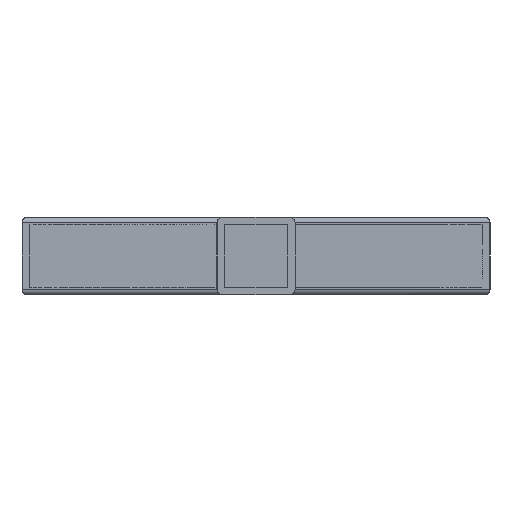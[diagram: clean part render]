
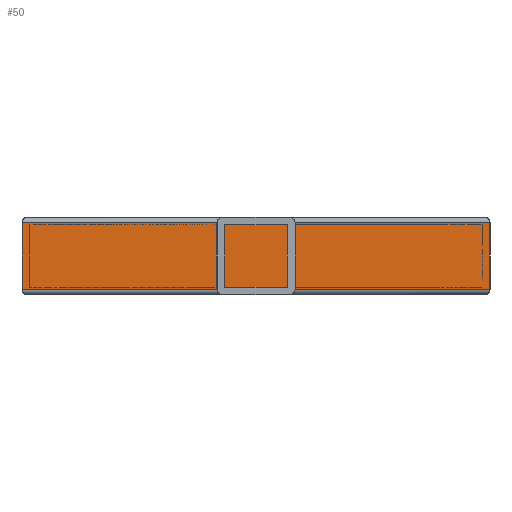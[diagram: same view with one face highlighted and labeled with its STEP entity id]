
A CAD part, front view. The second image highlights one B-rep face of the part: STEP entity #50.
In plain terms, the highlighted planar face has unit normal (0, -1, 0).
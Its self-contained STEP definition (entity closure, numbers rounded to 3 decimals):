
#14 = EDGE_LOOP ( 'NONE', ( #1520, #928, #1555, #1934 ) ) ;
#17 = VERTEX_POINT ( 'NONE', #1878 ) ;
#50 = ADVANCED_FACE ( 'NONE', ( #519 ), #915, .F. ) ;
#152 = VERTEX_POINT ( 'NONE', #982 ) ;
#153 = DIRECTION ( 'NONE',  ( 0., 0., 1. ) ) ;
#230 = VECTOR ( 'NONE', #383, 1000. ) ;
#383 = DIRECTION ( 'NONE',  ( 0., 0., -1. ) ) ;
#399 = CARTESIAN_POINT ( 'NONE',  ( 50., 140., -8.5 ) ) ;
#470 = CARTESIAN_POINT ( 'NONE',  ( 60., 140., 8.5 ) ) ;
#519 = FACE_OUTER_BOUND ( 'NONE', #14, .T. ) ;
#526 = CARTESIAN_POINT ( 'NONE',  ( 50., 140., 8.5 ) ) ;
#590 = DIRECTION ( 'NONE',  ( 0., 1., 0. ) ) ;
#650 = CARTESIAN_POINT ( 'NONE',  ( -60., 140., -8.5 ) ) ;
#705 = CARTESIAN_POINT ( 'NONE',  ( 60., 140., -8.5 ) ) ;
#709 = EDGE_CURVE ( 'NONE', #2094, #152, #821, .T. ) ;
#726 = EDGE_CURVE ( 'NONE', #2094, #17, #1094, .T. ) ;
#759 = DIRECTION ( 'NONE',  ( 0., 0., 1. ) ) ;
#810 = EDGE_CURVE ( 'NONE', #17, #1261, #2056, .T. ) ;
#821 = LINE ( 'NONE', #526, #917 ) ;
#840 = EDGE_CURVE ( 'NONE', #1261, #152, #1297, .T. ) ;
#915 = PLANE ( 'NONE',  #1938 ) ;
#917 = VECTOR ( 'NONE', #1979, 1000. ) ;
#922 = CARTESIAN_POINT ( 'NONE',  ( 50., 140., -8.5 ) ) ;
#928 = ORIENTED_EDGE ( 'NONE', *, *, #810, .F. ) ;
#982 = CARTESIAN_POINT ( 'NONE',  ( -60., 140., 8.5 ) ) ;
#1094 = LINE ( 'NONE', #705, #230 ) ;
#1261 = VERTEX_POINT ( 'NONE', #1413 ) ;
#1297 = LINE ( 'NONE', #650, #1774 ) ;
#1349 = VECTOR ( 'NONE', #1877, 1000. ) ;
#1413 = CARTESIAN_POINT ( 'NONE',  ( -60., 140., -8.5 ) ) ;
#1520 = ORIENTED_EDGE ( 'NONE', *, *, #840, .F. ) ;
#1555 = ORIENTED_EDGE ( 'NONE', *, *, #726, .F. ) ;
#1774 = VECTOR ( 'NONE', #153, 1000. ) ;
#1877 = DIRECTION ( 'NONE',  ( -1., 0., 0. ) ) ;
#1878 = CARTESIAN_POINT ( 'NONE',  ( 60., 140., -8.5 ) ) ;
#1934 = ORIENTED_EDGE ( 'NONE', *, *, #709, .T. ) ;
#1938 = AXIS2_PLACEMENT_3D ( 'NONE', #922, #590, #759 ) ;
#1979 = DIRECTION ( 'NONE',  ( -1., 0., 0. ) ) ;
#2056 = LINE ( 'NONE', #399, #1349 ) ;
#2094 = VERTEX_POINT ( 'NONE', #470 ) ;
